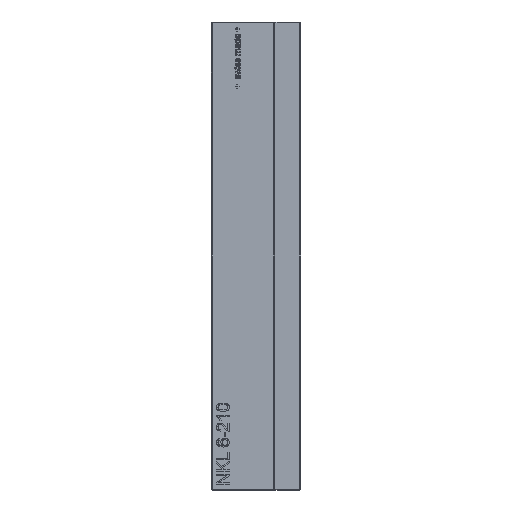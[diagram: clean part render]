
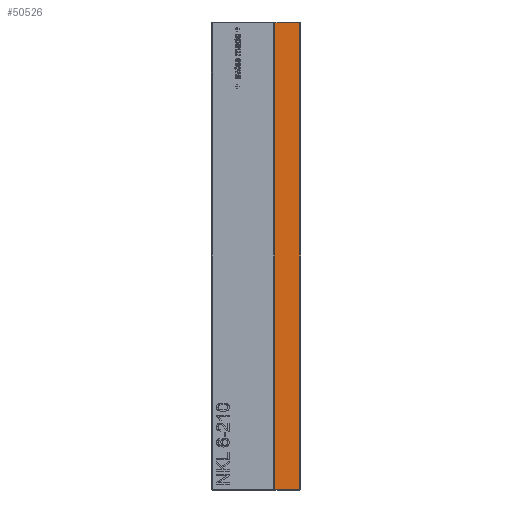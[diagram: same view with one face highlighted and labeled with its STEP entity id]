
A CAD part, left-side view. The second image highlights one B-rep face of the part: STEP entity #50526.
In plain terms, the highlighted planar face has unit normal (-1, 0, 0).
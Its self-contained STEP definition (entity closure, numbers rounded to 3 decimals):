
#49934 = EDGE_CURVE('',#49935,#49937,#49939,.T.);
#49935 = VERTEX_POINT('',#49936);
#49936 = CARTESIAN_POINT('',(-50.,11.5,0.3));
#49937 = VERTEX_POINT('',#49938);
#49938 = CARTESIAN_POINT('',(-50.,11.5,209.7));
#49939 = SURFACE_CURVE('',#49940,(#49944,#49956),.PCURVE_S1.);
#49940 = LINE('',#49941,#49942);
#49941 = CARTESIAN_POINT('',(-50.,11.5,0.));
#49942 = VECTOR('',#49943,1.);
#49943 = DIRECTION('',(0.,0.,1.));
#49944 = PCURVE('',#49945,#49950);
#49945 = PLANE('',#49946);
#49946 = AXIS2_PLACEMENT_3D('',#49947,#49948,#49949);
#49947 = CARTESIAN_POINT('',(-22.74,11.5,0.));
#49948 = DIRECTION('',(0.,-1.,0.));
#49949 = DIRECTION('',(-1.,0.,0.));
#49950 = DEFINITIONAL_REPRESENTATION('',(#49951),#49955);
#49951 = LINE('',#49952,#49953);
#49952 = CARTESIAN_POINT('',(27.26,0.));
#49953 = VECTOR('',#49954,1.);
#49954 = DIRECTION('',(0.,-1.));
#49955 = ( GEOMETRIC_REPRESENTATION_CONTEXT(2) 
PARAMETRIC_REPRESENTATION_CONTEXT() REPRESENTATION_CONTEXT('2D SPACE',''
  ) );
#49956 = PCURVE('',#49957,#49962);
#49957 = PLANE('',#49958);
#49958 = AXIS2_PLACEMENT_3D('',#49959,#49960,#49961);
#49959 = CARTESIAN_POINT('',(-50.,0.,0.));
#49960 = DIRECTION('',(-1.,0.,0.));
#49961 = DIRECTION('',(0.,1.,0.));
#49962 = DEFINITIONAL_REPRESENTATION('',(#49963),#49967);
#49963 = LINE('',#49964,#49965);
#49964 = CARTESIAN_POINT('',(11.5,0.));
#49965 = VECTOR('',#49966,1.);
#49966 = DIRECTION('',(0.,-1.));
#49967 = ( GEOMETRIC_REPRESENTATION_CONTEXT(2) 
PARAMETRIC_REPRESENTATION_CONTEXT() REPRESENTATION_CONTEXT('2D SPACE',''
  ) );
#49985 = PLANE('',#49986);
#49986 = AXIS2_PLACEMENT_3D('',#49987,#49988,#49989);
#49987 = CARTESIAN_POINT('',(-49.85,0.,0.15));
#49988 = DIRECTION('',(0.707,0.,
    0.707));
#49989 = DIRECTION('',(0.,-1.,0.));
#50515 = PLANE('',#50516);
#50516 = AXIS2_PLACEMENT_3D('',#50517,#50518,#50519);
#50517 = CARTESIAN_POINT('',(-49.85,0.,209.85));
#50518 = DIRECTION('',(-0.707,0.,
    0.707));
#50519 = DIRECTION('',(0.,-1.,0.));
#50526 = ADVANCED_FACE('',(#50527),#49957,.T.);
#50527 = FACE_BOUND('',#50528,.T.);
#50528 = EDGE_LOOP('',(#50529,#50530,#50553,#50581));
#50529 = ORIENTED_EDGE('',*,*,#49934,.F.);
#50530 = ORIENTED_EDGE('',*,*,#50531,.F.);
#50531 = EDGE_CURVE('',#50532,#49935,#50534,.T.);
#50532 = VERTEX_POINT('',#50533);
#50533 = CARTESIAN_POINT('',(-50.,0.3,0.3));
#50534 = SURFACE_CURVE('',#50535,(#50539,#50546),.PCURVE_S1.);
#50535 = LINE('',#50536,#50537);
#50536 = CARTESIAN_POINT('',(-50.,0.,0.3));
#50537 = VECTOR('',#50538,1.);
#50538 = DIRECTION('',(0.,1.,0.));
#50539 = PCURVE('',#49957,#50540);
#50540 = DEFINITIONAL_REPRESENTATION('',(#50541),#50545);
#50541 = LINE('',#50542,#50543);
#50542 = CARTESIAN_POINT('',(0.,-0.3));
#50543 = VECTOR('',#50544,1.);
#50544 = DIRECTION('',(1.,0.));
#50545 = ( GEOMETRIC_REPRESENTATION_CONTEXT(2) 
PARAMETRIC_REPRESENTATION_CONTEXT() REPRESENTATION_CONTEXT('2D SPACE',''
  ) );
#50546 = PCURVE('',#49985,#50547);
#50547 = DEFINITIONAL_REPRESENTATION('',(#50548),#50552);
#50548 = LINE('',#50549,#50550);
#50549 = CARTESIAN_POINT('',(0.,-0.212));
#50550 = VECTOR('',#50551,1.);
#50551 = DIRECTION('',(-1.,0.));
#50552 = ( GEOMETRIC_REPRESENTATION_CONTEXT(2) 
PARAMETRIC_REPRESENTATION_CONTEXT() REPRESENTATION_CONTEXT('2D SPACE',''
  ) );
#50553 = ORIENTED_EDGE('',*,*,#50554,.T.);
#50554 = EDGE_CURVE('',#50532,#50555,#50557,.T.);
#50555 = VERTEX_POINT('',#50556);
#50556 = CARTESIAN_POINT('',(-50.,0.3,209.7));
#50557 = SURFACE_CURVE('',#50558,(#50562,#50569),.PCURVE_S1.);
#50558 = LINE('',#50559,#50560);
#50559 = CARTESIAN_POINT('',(-50.,0.3,0.));
#50560 = VECTOR('',#50561,1.);
#50561 = DIRECTION('',(0.,0.,1.));
#50562 = PCURVE('',#49957,#50563);
#50563 = DEFINITIONAL_REPRESENTATION('',(#50564),#50568);
#50564 = LINE('',#50565,#50566);
#50565 = CARTESIAN_POINT('',(0.3,0.));
#50566 = VECTOR('',#50567,1.);
#50567 = DIRECTION('',(0.,-1.));
#50568 = ( GEOMETRIC_REPRESENTATION_CONTEXT(2) 
PARAMETRIC_REPRESENTATION_CONTEXT() REPRESENTATION_CONTEXT('2D SPACE',''
  ) );
#50569 = PCURVE('',#50570,#50575);
#50570 = PLANE('',#50571);
#50571 = AXIS2_PLACEMENT_3D('',#50572,#50573,#50574);
#50572 = CARTESIAN_POINT('',(-49.85,0.15,0.));
#50573 = DIRECTION('',(0.707,0.707,
    0.));
#50574 = DIRECTION('',(0.,0.,1.));
#50575 = DEFINITIONAL_REPRESENTATION('',(#50576),#50580);
#50576 = LINE('',#50577,#50578);
#50577 = CARTESIAN_POINT('',(0.,-0.212));
#50578 = VECTOR('',#50579,1.);
#50579 = DIRECTION('',(1.,0.));
#50580 = ( GEOMETRIC_REPRESENTATION_CONTEXT(2) 
PARAMETRIC_REPRESENTATION_CONTEXT() REPRESENTATION_CONTEXT('2D SPACE',''
  ) );
#50581 = ORIENTED_EDGE('',*,*,#50582,.T.);
#50582 = EDGE_CURVE('',#50555,#49937,#50583,.T.);
#50583 = SURFACE_CURVE('',#50584,(#50588,#50595),.PCURVE_S1.);
#50584 = LINE('',#50585,#50586);
#50585 = CARTESIAN_POINT('',(-50.,0.,209.7));
#50586 = VECTOR('',#50587,1.);
#50587 = DIRECTION('',(0.,1.,0.));
#50588 = PCURVE('',#49957,#50589);
#50589 = DEFINITIONAL_REPRESENTATION('',(#50590),#50594);
#50590 = LINE('',#50591,#50592);
#50591 = CARTESIAN_POINT('',(0.,-209.7));
#50592 = VECTOR('',#50593,1.);
#50593 = DIRECTION('',(1.,0.));
#50594 = ( GEOMETRIC_REPRESENTATION_CONTEXT(2) 
PARAMETRIC_REPRESENTATION_CONTEXT() REPRESENTATION_CONTEXT('2D SPACE',''
  ) );
#50595 = PCURVE('',#50515,#50596);
#50596 = DEFINITIONAL_REPRESENTATION('',(#50597),#50601);
#50597 = LINE('',#50598,#50599);
#50598 = CARTESIAN_POINT('',(0.,-0.212));
#50599 = VECTOR('',#50600,1.);
#50600 = DIRECTION('',(-1.,0.));
#50601 = ( GEOMETRIC_REPRESENTATION_CONTEXT(2) 
PARAMETRIC_REPRESENTATION_CONTEXT() REPRESENTATION_CONTEXT('2D SPACE',''
  ) );
